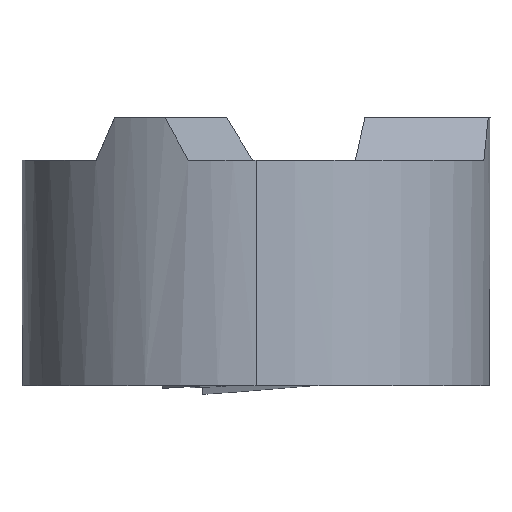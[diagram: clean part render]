
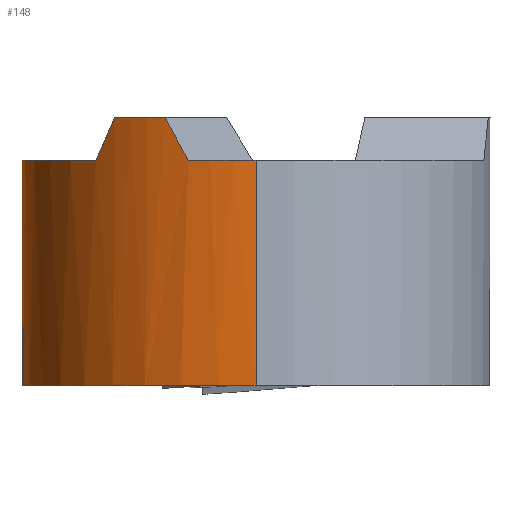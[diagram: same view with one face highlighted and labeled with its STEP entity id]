
A CAD part, left-side view. The second image highlights one B-rep face of the part: STEP entity #148.
In plain terms, the highlighted cylindrical face has radius 5.5 mm (diameter 11 mm), a partial arc.
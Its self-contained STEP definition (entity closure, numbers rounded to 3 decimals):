
#109=CIRCLE('',#981,5.5);
#115=CIRCLE('',#992,5.5);
#116=CIRCLE('',#994,5.5);
#117=CIRCLE('',#995,5.5);
#148=ADVANCED_FACE('',(#204),#182,.T.);
#182=CYLINDRICAL_SURFACE('',#996,5.5);
#204=FACE_OUTER_BOUND('',#255,.T.);
#255=EDGE_LOOP('',(#504,#505,#506,#507,#508,#509,#510,#511,#512));
#292=LINE('',#1382,#337);
#298=LINE('',#1464,#343);
#337=VECTOR('',#1076,1.);
#343=VECTOR('',#1102,1.);
#504=ORIENTED_EDGE('',*,*,#757,.F.);
#505=ORIENTED_EDGE('',*,*,#818,.T.);
#506=ORIENTED_EDGE('',*,*,#819,.F.);
#507=ORIENTED_EDGE('',*,*,#817,.F.);
#508=ORIENTED_EDGE('',*,*,#820,.F.);
#509=ORIENTED_EDGE('',*,*,#821,.T.);
#510=ORIENTED_EDGE('',*,*,#822,.F.);
#511=ORIENTED_EDGE('',*,*,#778,.T.);
#512=ORIENTED_EDGE('',*,*,#796,.T.);
#665=VERTEX_POINT('',#1381);
#666=VERTEX_POINT('',#1383);
#681=VERTEX_POINT('',#1463);
#682=VERTEX_POINT('',#1465);
#703=VERTEX_POINT('',#1587);
#704=VERTEX_POINT('',#1589);
#705=VERTEX_POINT('',#1593);
#706=VERTEX_POINT('',#1602);
#707=VERTEX_POINT('',#1604);
#757=EDGE_CURVE('',#665,#666,#292,.T.);
#778=EDGE_CURVE('',#682,#681,#298,.T.);
#796=EDGE_CURVE('',#681,#666,#109,.T.);
#817=EDGE_CURVE('',#704,#703,#115,.T.);
#818=EDGE_CURVE('',#665,#705,#116,.T.);
#819=EDGE_CURVE('',#703,#705,#911,.T.);
#820=EDGE_CURVE('',#706,#704,#912,.T.);
#821=EDGE_CURVE('',#706,#707,#117,.T.);
#822=EDGE_CURVE('',#682,#707,#913,.T.);
#911=(
BOUNDED_CURVE()
B_SPLINE_CURVE(3,(#1594,#1595,#1596,#1597),.UNSPECIFIED.,.F.,.F.)
B_SPLINE_CURVE_WITH_KNOTS((4,4),(0.,1.),.UNSPECIFIED.)
CURVE()
GEOMETRIC_REPRESENTATION_ITEM()
RATIONAL_B_SPLINE_CURVE((1.,0.999,0.999,1.))
REPRESENTATION_ITEM('')
);
#912=(
BOUNDED_CURVE()
B_SPLINE_CURVE(3,(#1598,#1599,#1600,#1601),.UNSPECIFIED.,.F.,.F.)
B_SPLINE_CURVE_WITH_KNOTS((4,4),(0.,1.),.UNSPECIFIED.)
CURVE()
GEOMETRIC_REPRESENTATION_ITEM()
RATIONAL_B_SPLINE_CURVE((1.,0.999,0.999,1.))
REPRESENTATION_ITEM('')
);
#913=(
BOUNDED_CURVE()
B_SPLINE_CURVE(3,(#1605,#1606,#1607,#1608),.UNSPECIFIED.,.F.,.F.)
B_SPLINE_CURVE_WITH_KNOTS((4,4),(0.,1.),.UNSPECIFIED.)
CURVE()
GEOMETRIC_REPRESENTATION_ITEM()
RATIONAL_B_SPLINE_CURVE((1.,0.999,0.999,1.))
REPRESENTATION_ITEM('')
);
#981=AXIS2_PLACEMENT_3D('',#1516,#1126,#1127);
#992=AXIS2_PLACEMENT_3D('',#1590,#1157,#1158);
#994=AXIS2_PLACEMENT_3D('',#1592,#1161,#1162);
#995=AXIS2_PLACEMENT_3D('',#1603,#1163,#1164);
#996=AXIS2_PLACEMENT_3D('',#1609,#1165,#1166);
#1076=DIRECTION('',(0.,0.,-1.));
#1102=DIRECTION('',(0.,0.,-1.));
#1126=DIRECTION('',(0.,0.,1.));
#1127=DIRECTION('',(1.,0.,0.));
#1157=DIRECTION('',(0.,0.,1.));
#1158=DIRECTION('',(-1.,0.,0.));
#1161=DIRECTION('',(0.,0.,-1.));
#1162=DIRECTION('',(-1.,0.,0.));
#1163=DIRECTION('',(0.,0.,-1.));
#1164=DIRECTION('',(-1.,0.,0.));
#1165=DIRECTION('',(0.,0.,-1.));
#1166=DIRECTION('',(1.,0.,0.));
#1381=CARTESIAN_POINT('',(-5.5,0.,-0.1));
#1382=CARTESIAN_POINT('',(-5.5,0.,0.9));
#1383=CARTESIAN_POINT('',(-5.5,0.,-5.4));
#1463=CARTESIAN_POINT('',(4.299,3.431,-5.4));
#1464=CARTESIAN_POINT('',(4.299,3.431,0.9));
#1465=CARTESIAN_POINT('',(4.299,3.431,0.654));
#1516=CARTESIAN_POINT('',(0.,0.,-5.4));
#1587=CARTESIAN_POINT('',(-5.067,2.14,0.9));
#1589=CARTESIAN_POINT('',(-4.387,3.318,0.9));
#1590=CARTESIAN_POINT('',(0.,0.,0.9));
#1592=CARTESIAN_POINT('',(0.,0.,-0.1));
#1593=CARTESIAN_POINT('',(-5.266,1.588,-0.1));
#1594=CARTESIAN_POINT('',(-5.067,2.14,0.9));
#1595=CARTESIAN_POINT('',(-5.143,1.96,0.564));
#1596=CARTESIAN_POINT('',(-5.209,1.776,0.23));
#1597=CARTESIAN_POINT('',(-5.266,1.588,-0.1));
#1598=CARTESIAN_POINT('',(-4.008,3.766,-0.1));
#1599=CARTESIAN_POINT('',(-4.142,3.623,0.23));
#1600=CARTESIAN_POINT('',(-4.269,3.474,0.564));
#1601=CARTESIAN_POINT('',(-4.387,3.318,0.9));
#1602=CARTESIAN_POINT('',(-4.008,3.766,-0.1));
#1603=CARTESIAN_POINT('',(0.,0.,-0.1));
#1604=CARTESIAN_POINT('',(4.008,3.766,-0.1));
#1605=CARTESIAN_POINT('',(4.299,3.431,0.654));
#1606=CARTESIAN_POINT('',(4.206,3.546,0.401));
#1607=CARTESIAN_POINT('',(4.11,3.658,0.149));
#1608=CARTESIAN_POINT('',(4.008,3.766,-0.1));
#1609=CARTESIAN_POINT('',(0.,0.,0.9));
